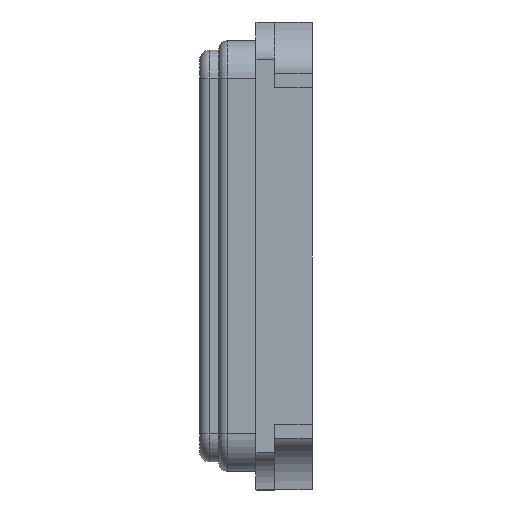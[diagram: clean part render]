
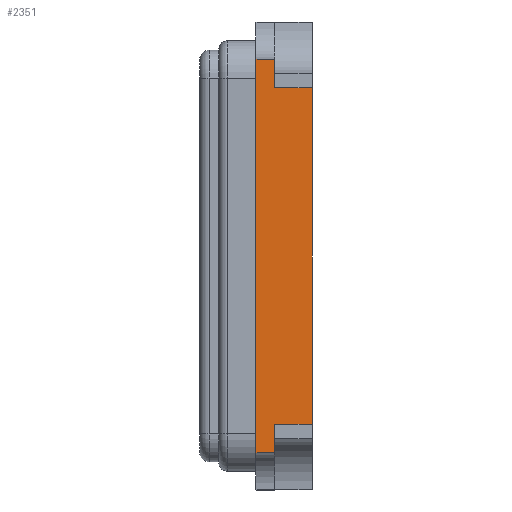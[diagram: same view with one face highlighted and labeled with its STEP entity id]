
A CAD part, left-side view. The second image highlights one B-rep face of the part: STEP entity #2351.
In plain terms, the highlighted planar face has unit normal (-1, 0, 0).
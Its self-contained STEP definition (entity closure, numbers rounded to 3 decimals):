
#11 = VECTOR ( 'NONE', #2392, 1000. ) ;
#47 = ORIENTED_EDGE ( 'NONE', *, *, #3435, .F. ) ;
#125 = CARTESIAN_POINT ( 'NONE',  ( -1.6, 0.3, 1.25 ) ) ;
#135 = DIRECTION ( 'NONE',  ( 1., 0., 0. ) ) ;
#140 = ORIENTED_EDGE ( 'NONE', *, *, #1914, .F. ) ;
#187 = AXIS2_PLACEMENT_3D ( 'NONE', #125, #135, #2516 ) ;
#242 = ORIENTED_EDGE ( 'NONE', *, *, #2061, .T. ) ;
#243 = LINE ( 'NONE', #3028, #11 ) ;
#300 = CARTESIAN_POINT ( 'NONE',  ( -1.6, 0.2, -0.9 ) ) ;
#319 = CARTESIAN_POINT ( 'NONE',  ( -1.6, 1.621, 0.9 ) ) ;
#458 = VECTOR ( 'NONE', #1828, 1000. ) ;
#472 = VERTEX_POINT ( 'NONE', #3681 ) ;
#632 = CARTESIAN_POINT ( 'NONE',  ( -1.6, 0.6, -1.05 ) ) ;
#647 = LINE ( 'NONE', #3472, #1421 ) ;
#706 = PLANE ( 'NONE',  #187 ) ;
#724 = DIRECTION ( 'NONE',  ( 0., 1., 0. ) ) ;
#843 = VERTEX_POINT ( 'NONE', #300 ) ;
#932 = DIRECTION ( 'NONE',  ( 0., -1., 0. ) ) ;
#937 = EDGE_CURVE ( 'NONE', #2441, #2567, #1163, .T. ) ;
#959 = CARTESIAN_POINT ( 'NONE',  ( -1.6, 0.3, 1.25 ) ) ;
#962 = VECTOR ( 'NONE', #932, 1000. ) ;
#996 = CARTESIAN_POINT ( 'NONE',  ( -1.6, 0.6, 1.05 ) ) ;
#1049 = DIRECTION ( 'NONE',  ( 0., 0., -1. ) ) ;
#1111 = VECTOR ( 'NONE', #3804, 1000. ) ;
#1136 = VECTOR ( 'NONE', #724, 1000. ) ;
#1163 = LINE ( 'NONE', #3717, #2176 ) ;
#1237 = CARTESIAN_POINT ( 'NONE',  ( -1.6, 0.2, -1.05 ) ) ;
#1289 = DIRECTION ( 'NONE',  ( 0., 0., 1. ) ) ;
#1397 = VERTEX_POINT ( 'NONE', #1237 ) ;
#1421 = VECTOR ( 'NONE', #1049, 1000. ) ;
#1701 = LINE ( 'NONE', #3814, #1111 ) ;
#1818 = DIRECTION ( 'NONE',  ( 0., -1., 0. ) ) ;
#1828 = DIRECTION ( 'NONE',  ( 0., 0., 1. ) ) ;
#1865 = VERTEX_POINT ( 'NONE', #2855 ) ;
#1914 = EDGE_CURVE ( 'NONE', #843, #1397, #647, .T. ) ;
#1960 = VERTEX_POINT ( 'NONE', #2870 ) ;
#1990 = EDGE_LOOP ( 'NONE', ( #140, #242, #3444, #2676, #47, #2887, #3839, #3493 ) ) ;
#2061 = EDGE_CURVE ( 'NONE', #843, #2441, #1701, .T. ) ;
#2176 = VECTOR ( 'NONE', #1289, 1000. ) ;
#2201 = LINE ( 'NONE', #632, #962 ) ;
#2351 = ADVANCED_FACE ( 'NONE', ( #2750 ), #706, .F. ) ;
#2392 = DIRECTION ( 'NONE',  ( 0., 0., -1. ) ) ;
#2441 = VERTEX_POINT ( 'NONE', #3206 ) ;
#2516 = DIRECTION ( 'NONE',  ( 0., 0., -1. ) ) ;
#2567 = VERTEX_POINT ( 'NONE', #2955 ) ;
#2590 = LINE ( 'NONE', #996, #1136 ) ;
#2672 = VERTEX_POINT ( 'NONE', #3328 ) ;
#2676 = ORIENTED_EDGE ( 'NONE', *, *, #3023, .F. ) ;
#2741 = EDGE_CURVE ( 'NONE', #1865, #2672, #3141, .T. ) ;
#2750 = FACE_OUTER_BOUND ( 'NONE', #1990, .T. ) ;
#2855 = CARTESIAN_POINT ( 'NONE',  ( -1.6, 0.3, -1.05 ) ) ;
#2870 = CARTESIAN_POINT ( 'NONE',  ( -1.6, 0.2, 1.05 ) ) ;
#2887 = ORIENTED_EDGE ( 'NONE', *, *, #3837, .T. ) ;
#2955 = CARTESIAN_POINT ( 'NONE',  ( -1.6, 0., 0.9 ) ) ;
#3023 = EDGE_CURVE ( 'NONE', #472, #2567, #3821, .T. ) ;
#3028 = CARTESIAN_POINT ( 'NONE',  ( -1.6, 0.2, 1.25 ) ) ;
#3141 = LINE ( 'NONE', #959, #458 ) ;
#3206 = CARTESIAN_POINT ( 'NONE',  ( -1.6, 0., -0.9 ) ) ;
#3328 = CARTESIAN_POINT ( 'NONE',  ( -1.6, 0.3, 1.05 ) ) ;
#3435 = EDGE_CURVE ( 'NONE', #1960, #472, #243, .T. ) ;
#3444 = ORIENTED_EDGE ( 'NONE', *, *, #937, .T. ) ;
#3472 = CARTESIAN_POINT ( 'NONE',  ( -1.6, 0.2, 1.25 ) ) ;
#3493 = ORIENTED_EDGE ( 'NONE', *, *, #3771, .T. ) ;
#3681 = CARTESIAN_POINT ( 'NONE',  ( -1.6, 0.2, 0.9 ) ) ;
#3717 = CARTESIAN_POINT ( 'NONE',  ( -1.6, 0., 1.25 ) ) ;
#3742 = VECTOR ( 'NONE', #1818, 1000. ) ;
#3771 = EDGE_CURVE ( 'NONE', #1865, #1397, #2201, .T. ) ;
#3804 = DIRECTION ( 'NONE',  ( 0., -1., 0. ) ) ;
#3814 = CARTESIAN_POINT ( 'NONE',  ( -1.6, 1.621, -0.9 ) ) ;
#3821 = LINE ( 'NONE', #319, #3742 ) ;
#3837 = EDGE_CURVE ( 'NONE', #1960, #2672, #2590, .T. ) ;
#3839 = ORIENTED_EDGE ( 'NONE', *, *, #2741, .F. ) ;
